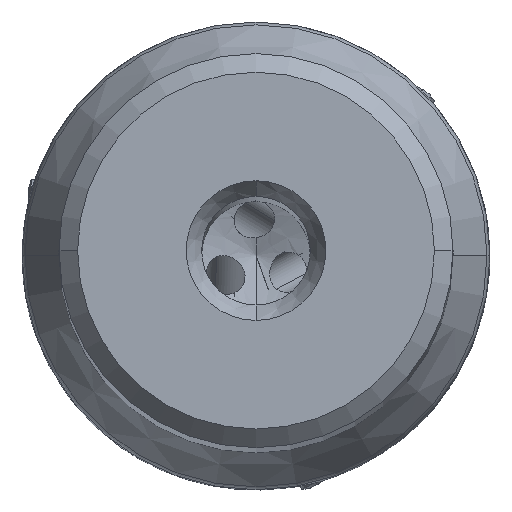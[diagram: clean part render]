
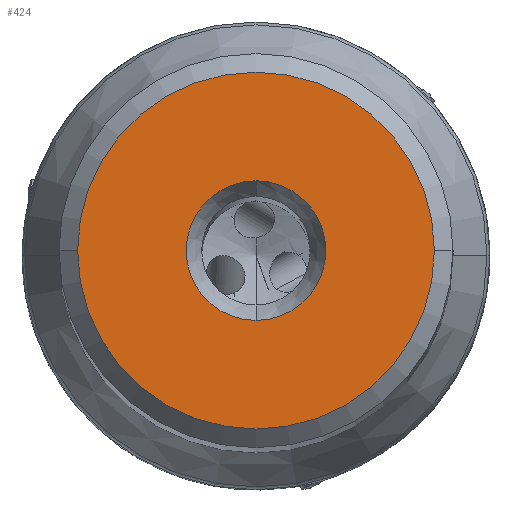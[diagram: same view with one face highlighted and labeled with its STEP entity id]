
A CAD part, top view. The second image highlights one B-rep face of the part: STEP entity #424.
In plain terms, the highlighted planar face has unit normal (0, 0, 1).
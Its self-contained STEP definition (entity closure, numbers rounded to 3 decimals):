
#157=FACE_BOUND('',#1228,.T.);
#158=FACE_BOUND('',#1229,.T.);
#256=PLANE('',#6252);
#424=ADVANCED_FACE('',(#157,#158),#256,.T.);
#1228=EDGE_LOOP('',(#3216,#3217,#3218));
#1229=EDGE_LOOP('',(#3219,#3220));
#3216=ORIENTED_EDGE('',*,*,#5169,.F.);
#3217=ORIENTED_EDGE('',*,*,#5170,.F.);
#3218=ORIENTED_EDGE('',*,*,#5171,.F.);
#3219=ORIENTED_EDGE('',*,*,#5172,.F.);
#3220=ORIENTED_EDGE('',*,*,#5168,.F.);
#4462=VERTEX_POINT('',#12416);
#4463=VERTEX_POINT('',#12418);
#4464=VERTEX_POINT('',#12422);
#4465=VERTEX_POINT('',#12423);
#4466=VERTEX_POINT('',#12425);
#5168=EDGE_CURVE('',#4463,#4462,#5681,.T.);
#5169=EDGE_CURVE('',#4464,#4465,#5682,.T.);
#5170=EDGE_CURVE('',#4466,#4464,#5683,.T.);
#5171=EDGE_CURVE('',#4465,#4466,#5684,.T.);
#5172=EDGE_CURVE('',#4462,#4463,#5685,.T.);
#5681=CIRCLE('',#6246,4.5);
#5682=CIRCLE('',#6248,11.5);
#5683=CIRCLE('',#6249,11.5);
#5684=CIRCLE('',#6250,11.5);
#5685=CIRCLE('',#6251,4.5);
#6246=AXIS2_PLACEMENT_3D('',#12419,#7336,#7337);
#6248=AXIS2_PLACEMENT_3D('',#12421,#7340,#7341);
#6249=AXIS2_PLACEMENT_3D('',#12424,#7342,#7343);
#6250=AXIS2_PLACEMENT_3D('',#12426,#7344,#7345);
#6251=AXIS2_PLACEMENT_3D('',#12427,#7346,#7347);
#6252=AXIS2_PLACEMENT_3D('',#12428,#7348,#7349);
#7336=DIRECTION('',(0.,0.,1.));
#7337=DIRECTION('',(0.,-1.,0.));
#7340=DIRECTION('',(0.,0.,-1.));
#7341=DIRECTION('',(-1.,0.,0.));
#7342=DIRECTION('',(0.,0.,-1.));
#7343=DIRECTION('',(0.,-1.,0.));
#7344=DIRECTION('',(0.,0.,-1.));
#7345=DIRECTION('',(1.,0.,0.));
#7346=DIRECTION('',(0.,0.,1.));
#7347=DIRECTION('',(0.,1.,0.));
#7348=DIRECTION('',(0.,0.,1.));
#7349=DIRECTION('',(-1.,0.,0.));
#12416=CARTESIAN_POINT('',(0.,4.5,0.));
#12418=CARTESIAN_POINT('',(0.,-4.5,0.));
#12419=CARTESIAN_POINT('',(0.,0.,0.));
#12421=CARTESIAN_POINT('',(0.,0.,0.));
#12422=CARTESIAN_POINT('',(-11.5,0.,0.));
#12423=CARTESIAN_POINT('',(11.5,0.,0.));
#12424=CARTESIAN_POINT('',(0.,0.,0.));
#12425=CARTESIAN_POINT('',(0.,-11.5,0.));
#12426=CARTESIAN_POINT('',(0.,0.,0.));
#12427=CARTESIAN_POINT('',(0.,0.,0.));
#12428=CARTESIAN_POINT('',(0.,0.,0.));
